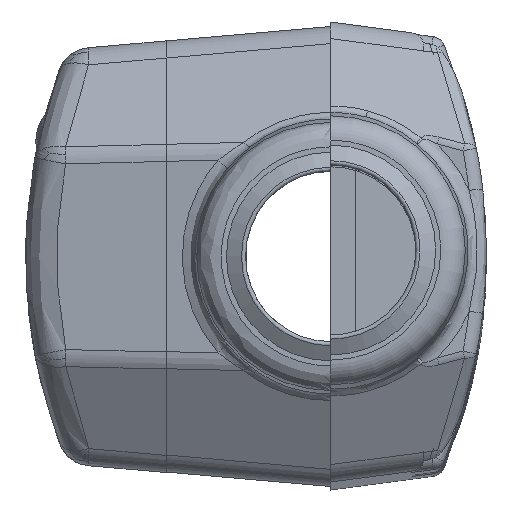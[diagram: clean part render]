
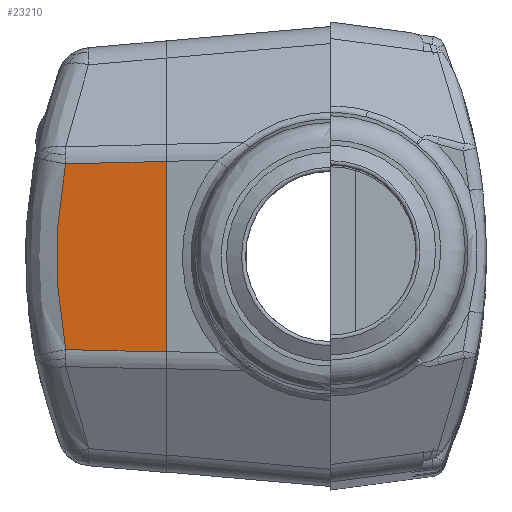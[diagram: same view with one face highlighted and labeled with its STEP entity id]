
A CAD part, left-side view. The second image highlights one B-rep face of the part: STEP entity #23210.
In plain terms, the highlighted planar face has unit normal (-0.996, 0.087, 0).
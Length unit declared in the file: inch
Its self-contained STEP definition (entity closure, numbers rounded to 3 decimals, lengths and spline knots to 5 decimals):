
#444 = AXIS2_PLACEMENT_3D ( 'NONE', #15513, #28250, #3212 ) ;
#2005 = CARTESIAN_POINT ( 'NONE',  ( -3.17544, 0., -0.00078 ) ) ;
#2065 = ORIENTED_EDGE ( 'NONE', *, *, #38513, .F. ) ;
#3212 = DIRECTION ( 'NONE',  ( 0.087, 0.996, 0. ) ) ;
#3794 = LINE ( 'NONE', #28019, #17055 ) ;
#5069 = CARTESIAN_POINT ( 'NONE',  ( -3.14158, 0.387, -0.22728 ) ) ;
#6698 = VECTOR ( 'NONE', #7104, 39.37008 ) ;
#6988 = VERTEX_POINT ( 'NONE', #11870 ) ;
#7104 = DIRECTION ( 'NONE',  ( 0.087, 0.996, -0.023 ) ) ;
#8709 = VERTEX_POINT ( 'NONE', #17706 ) ;
#9985 = LINE ( 'NONE', #16802, #6698 ) ;
#11563 = EDGE_CURVE ( 'NONE', #6988, #8709, #9985, .T. ) ;
#11870 = CARTESIAN_POINT ( 'NONE',  ( -3.17544, 0., 0.34601 ) ) ;
#14990 = EDGE_CURVE ( 'NONE', #29647, #39768, #3794, .T. ) ;
#15513 = CARTESIAN_POINT ( 'NONE',  ( -3.17715, -0.01961, 0.3657 ) ) ;
#15539 = B_SPLINE_CURVE_WITH_KNOTS ( 'NONE', 3,
 ( #38726, #33021, #32818, #33227, #5069, #20923 ),
 .UNSPECIFIED., .F., .F.,
 ( 4, 2, 4 ),
 ( 0., 0.5, 1. ),
 .UNSPECIFIED. ) ;
#16802 = CARTESIAN_POINT ( 'NONE',  ( -3.17544, 0., 0.34601 ) ) ;
#16826 = ORIENTED_EDGE ( 'NONE', *, *, #23147, .T. ) ;
#16972 = ORIENTED_EDGE ( 'NONE', *, *, #11563, .T. ) ;
#17055 = VECTOR ( 'NONE', #31917, 39.37008 ) ;
#17706 = CARTESIAN_POINT ( 'NONE',  ( -3.14339, 0.36626, 0.33746 ) ) ;
#18843 = PLANE ( 'NONE',  #444 ) ;
#20214 = CARTESIAN_POINT ( 'NONE',  ( -3.14345, 0.36566, -0.33904 ) ) ;
#20923 = CARTESIAN_POINT ( 'NONE',  ( -3.14345, 0.36566, -0.33904 ) ) ;
#21321 = FACE_OUTER_BOUND ( 'NONE', #23009, .T. ) ;
#23009 = EDGE_LOOP ( 'NONE', ( #2065, #16972, #16826, #39607 ) ) ;
#23147 = EDGE_CURVE ( 'NONE', #8709, #29647, #15539, .T. ) ;
#23210 = ADVANCED_FACE ( 'NONE', ( #21321 ), #18843, .T. ) ;
#28019 = CARTESIAN_POINT ( 'NONE',  ( -3.14345, 0.36566, -0.33904 ) ) ;
#28250 = DIRECTION ( 'NONE',  ( -0.996, 0.087, 0. ) ) ;
#29647 = VERTEX_POINT ( 'NONE', #20214 ) ;
#29920 = LINE ( 'NONE', #2005, #40301 ) ;
#31917 = DIRECTION ( 'NONE',  ( -0.087, -0.996, -0.023 ) ) ;
#32818 = CARTESIAN_POINT ( 'NONE',  ( -3.14062, 0.39793, 0.1129 ) ) ;
#33021 = CARTESIAN_POINT ( 'NONE',  ( -3.14154, 0.3874, 0.22568 ) ) ;
#33227 = CARTESIAN_POINT ( 'NONE',  ( -3.14064, 0.39773, -0.11454 ) ) ;
#33427 = DIRECTION ( 'NONE',  ( 0., 0., -1. ) ) ;
#38190 = CARTESIAN_POINT ( 'NONE',  ( -3.17544, 0., -0.34758 ) ) ;
#38513 = EDGE_CURVE ( 'NONE', #6988, #39768, #29920, .T. ) ;
#38726 = CARTESIAN_POINT ( 'NONE',  ( -3.14339, 0.36626, 0.33746 ) ) ;
#39607 = ORIENTED_EDGE ( 'NONE', *, *, #14990, .T. ) ;
#39768 = VERTEX_POINT ( 'NONE', #38190 ) ;
#40301 = VECTOR ( 'NONE', #33427, 39.37008 ) ;
